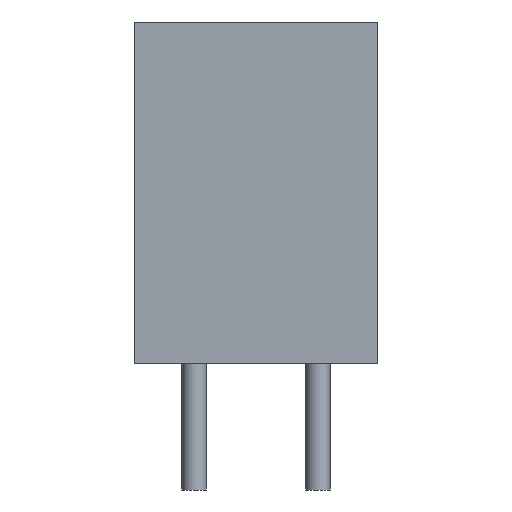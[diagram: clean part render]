
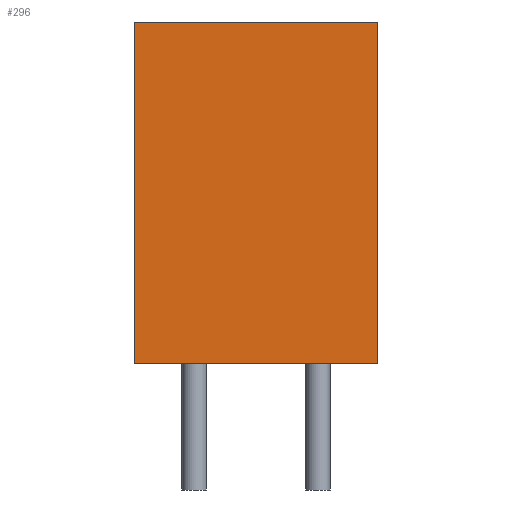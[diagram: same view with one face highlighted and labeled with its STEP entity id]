
A CAD part, left-side view. The second image highlights one B-rep face of the part: STEP entity #296.
In plain terms, the highlighted planar face has unit normal (-1, 0, 0).
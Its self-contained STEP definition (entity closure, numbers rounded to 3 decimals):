
#31=FACE_OUTER_BOUND('',#53,.T.);
#53=EDGE_LOOP('',(#227,#228,#229,#230));
#74=LINE('',#481,#98);
#79=LINE('',#497,#103);
#80=LINE('',#500,#104);
#81=LINE('',#501,#105);
#98=VECTOR('',#395,10.);
#103=VECTOR('',#410,10.);
#104=VECTOR('',#413,10.);
#105=VECTOR('',#414,10.);
#132=VERTEX_POINT('',#474);
#135=VERTEX_POINT('',#479);
#141=VERTEX_POINT('',#495);
#142=VERTEX_POINT('',#499);
#164=EDGE_CURVE('',#135,#132,#74,.T.);
#172=EDGE_CURVE('',#135,#141,#79,.T.);
#173=EDGE_CURVE('',#142,#141,#80,.T.);
#174=EDGE_CURVE('',#132,#142,#81,.T.);
#227=ORIENTED_EDGE('',*,*,#164,.F.);
#228=ORIENTED_EDGE('',*,*,#172,.T.);
#229=ORIENTED_EDGE('',*,*,#173,.F.);
#230=ORIENTED_EDGE('',*,*,#174,.F.);
#262=PLANE('',#343);
#296=ADVANCED_FACE('',(#31),#262,.T.);
#343=AXIS2_PLACEMENT_3D('',#498,#411,#412);
#395=DIRECTION('',(0.,1.,0.));
#410=DIRECTION('',(0.,0.,1.));
#411=DIRECTION('center_axis',(-1.,0.,0.));
#412=DIRECTION('ref_axis',(0.,-1.,0.));
#413=DIRECTION('',(0.,-1.,0.));
#414=DIRECTION('',(0.,0.,1.));
#474=CARTESIAN_POINT('',(-11.3,2.5,0.));
#479=CARTESIAN_POINT('',(-11.3,-2.5,0.));
#481=CARTESIAN_POINT('',(-11.3,-2.5,0.));
#495=CARTESIAN_POINT('',(-11.3,-2.5,7.));
#497=CARTESIAN_POINT('',(-11.3,-2.5,0.));
#498=CARTESIAN_POINT('Origin',(-11.3,2.5,0.));
#499=CARTESIAN_POINT('',(-11.3,2.5,7.));
#500=CARTESIAN_POINT('',(-11.3,-2.5,7.));
#501=CARTESIAN_POINT('',(-11.3,2.5,0.));
